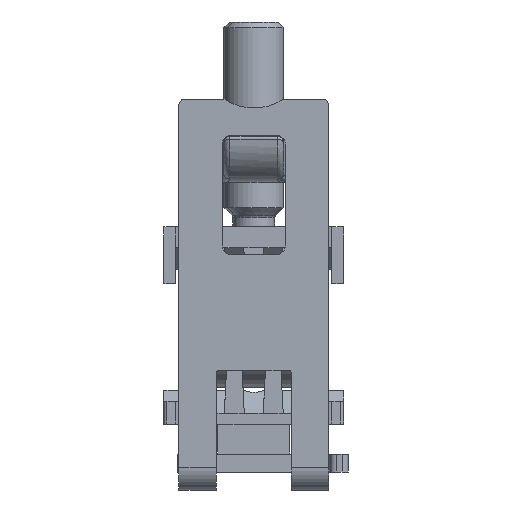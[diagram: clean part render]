
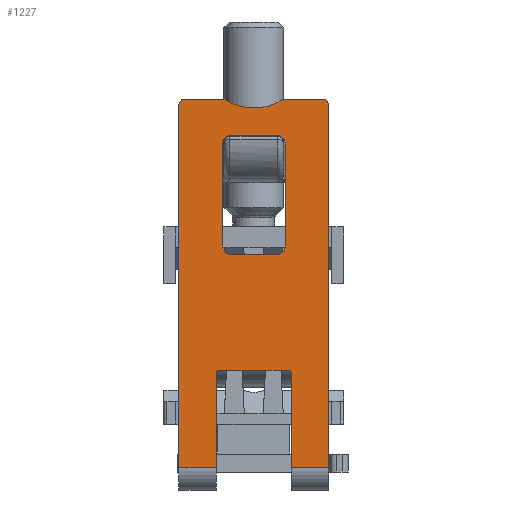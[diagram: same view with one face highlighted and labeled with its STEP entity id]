
A CAD part, left-side view. The second image highlights one B-rep face of the part: STEP entity #1227.
In plain terms, the highlighted planar face has unit normal (-1, 0, 0).
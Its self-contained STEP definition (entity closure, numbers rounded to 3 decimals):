
#1081=AXIS2_PLACEMENT_3D('Plane Axis2P3D',#1078,#1079,#1080) ;
#1099=AXIS2_PLACEMENT_3D('Circle Axis2P3D',#1097,#1098,$) ;
#1113=AXIS2_PLACEMENT_3D('Circle Axis2P3D',#1111,#1112,$) ;
#1132=AXIS2_PLACEMENT_3D('Circle Axis2P3D',#1130,#1131,$) ;
#1137=AXIS2_PLACEMENT_3D('Circle Axis2P3D',#1135,#1136,$) ;
#1142=AXIS2_PLACEMENT_3D('Circle Axis2P3D',#1140,#1141,$) ;
#1172=AXIS2_PLACEMENT_3D('Circle Axis2P3D',#1170,#1171,$) ;
#1186=AXIS2_PLACEMENT_3D('Circle Axis2P3D',#1184,#1185,$) ;
#1200=AXIS2_PLACEMENT_3D('Circle Axis2P3D',#1198,#1199,$) ;
#1214=AXIS2_PLACEMENT_3D('Circle Axis2P3D',#1212,#1213,$) ;
#81=CARTESIAN_POINT('Vertex',(-12.55,12.5,3.8)) ;
#84=CARTESIAN_POINT('Line Origine',(-12.55,12.5,34.025)) ;
#88=CARTESIAN_POINT('Vertex',(-12.55,12.5,64.25)) ;
#221=CARTESIAN_POINT('Vertex',(-12.55,-12.5,64.25)) ;
#224=CARTESIAN_POINT('Line Origine',(-12.55,-12.5,34.025)) ;
#228=CARTESIAN_POINT('Vertex',(-12.55,-12.5,3.8)) ;
#1016=CARTESIAN_POINT('Vertex',(-12.55,11.5,65.25)) ;
#1019=CARTESIAN_POINT('Line Origine',(-12.55,8.237,65.25)) ;
#1023=CARTESIAN_POINT('Vertex',(-12.55,4.975,65.25)) ;
#1045=CARTESIAN_POINT('Line Origine',(-12.55,-8.237,65.25)) ;
#1049=CARTESIAN_POINT('Vertex',(-12.55,-4.975,65.25)) ;
#1051=CARTESIAN_POINT('Vertex',(-12.55,-11.5,65.25)) ;
#1078=CARTESIAN_POINT('Axis2P3D Location',(-12.55,-12.5,0.25)) ;
#1083=CARTESIAN_POINT('Line Origine',(-12.55,9.375,3.8)) ;
#1087=CARTESIAN_POINT('Vertex',(-12.55,6.25,3.8)) ;
#1090=CARTESIAN_POINT('Line Origine',(-12.55,6.25,11.65)) ;
#1094=CARTESIAN_POINT('Vertex',(-12.55,6.25,19.5)) ;
#1097=CARTESIAN_POINT('Axis2P3D Location',(-12.55,5.75,19.5)) ;
#1101=CARTESIAN_POINT('Vertex',(-12.55,5.75,20.)) ;
#1104=CARTESIAN_POINT('Line Origine',(-12.55,0.,20.)) ;
#1108=CARTESIAN_POINT('Vertex',(-12.55,-5.75,20.)) ;
#1111=CARTESIAN_POINT('Axis2P3D Location',(-12.55,-5.75,19.5)) ;
#1115=CARTESIAN_POINT('Vertex',(-12.55,-6.25,19.5)) ;
#1118=CARTESIAN_POINT('Line Origine',(-12.55,-6.25,11.65)) ;
#1122=CARTESIAN_POINT('Vertex',(-12.55,-6.25,3.8)) ;
#1125=CARTESIAN_POINT('Line Origine',(-12.55,-9.375,3.8)) ;
#1130=CARTESIAN_POINT('Axis2P3D Location',(-12.55,-11.5,64.25)) ;
#1135=CARTESIAN_POINT('Axis2P3D Location',(-12.55,0.,72.75)) ;
#1140=CARTESIAN_POINT('Axis2P3D Location',(-12.55,11.5,64.25)) ;
#1161=CARTESIAN_POINT('Line Origine',(-12.55,0.,39.25)) ;
#1165=CARTESIAN_POINT('Vertex',(-12.55,3.75,39.25)) ;
#1167=CARTESIAN_POINT('Vertex',(-12.55,-3.75,39.25)) ;
#1170=CARTESIAN_POINT('Axis2P3D Location',(-12.55,3.75,40.75)) ;
#1174=CARTESIAN_POINT('Vertex',(-12.55,5.25,40.75)) ;
#1177=CARTESIAN_POINT('Line Origine',(-12.55,5.25,49.25)) ;
#1181=CARTESIAN_POINT('Vertex',(-12.55,5.25,57.75)) ;
#1184=CARTESIAN_POINT('Axis2P3D Location',(-12.55,3.75,57.75)) ;
#1188=CARTESIAN_POINT('Vertex',(-12.55,3.75,59.25)) ;
#1191=CARTESIAN_POINT('Line Origine',(-12.55,0.,59.25)) ;
#1195=CARTESIAN_POINT('Vertex',(-12.55,-3.75,59.25)) ;
#1198=CARTESIAN_POINT('Axis2P3D Location',(-12.55,-3.75,57.75)) ;
#1202=CARTESIAN_POINT('Vertex',(-12.55,-5.25,57.75)) ;
#1205=CARTESIAN_POINT('Line Origine',(-12.55,-5.25,49.25)) ;
#1209=CARTESIAN_POINT('Vertex',(-12.55,-5.25,40.75)) ;
#1212=CARTESIAN_POINT('Axis2P3D Location',(-12.55,-3.75,40.75)) ;
#85=DIRECTION('Vector Direction',(0.,0.,1.)) ;
#225=DIRECTION('Vector Direction',(0.,0.,1.)) ;
#1020=DIRECTION('Vector Direction',(0.,-1.,0.)) ;
#1046=DIRECTION('Vector Direction',(0.,-1.,0.)) ;
#1079=DIRECTION('Axis2P3D Direction',(-1.,-0.,-0.)) ;
#1080=DIRECTION('Axis2P3D XDirection',(0.,0.,-1.)) ;
#1084=DIRECTION('Vector Direction',(0.,-1.,0.)) ;
#1091=DIRECTION('Vector Direction',(0.,0.,-1.)) ;
#1098=DIRECTION('Axis2P3D Direction',(-1.,-0.,-0.)) ;
#1105=DIRECTION('Vector Direction',(0.,-1.,0.)) ;
#1112=DIRECTION('Axis2P3D Direction',(-1.,-0.,-0.)) ;
#1119=DIRECTION('Vector Direction',(0.,0.,-1.)) ;
#1126=DIRECTION('Vector Direction',(0.,-1.,0.)) ;
#1131=DIRECTION('Axis2P3D Direction',(-1.,-0.,-0.)) ;
#1136=DIRECTION('Axis2P3D Direction',(-1.,-0.,-0.)) ;
#1141=DIRECTION('Axis2P3D Direction',(-1.,-0.,-0.)) ;
#1162=DIRECTION('Vector Direction',(0.,-1.,0.)) ;
#1171=DIRECTION('Axis2P3D Direction',(-1.,-0.,-0.)) ;
#1178=DIRECTION('Vector Direction',(0.,0.,-1.)) ;
#1185=DIRECTION('Axis2P3D Direction',(-1.,-0.,-0.)) ;
#1192=DIRECTION('Vector Direction',(0.,1.,0.)) ;
#1199=DIRECTION('Axis2P3D Direction',(-1.,-0.,-0.)) ;
#1206=DIRECTION('Vector Direction',(0.,0.,1.)) ;
#1213=DIRECTION('Axis2P3D Direction',(-1.,-0.,-0.)) ;
#86=VECTOR('Line Direction',#85,1.) ;
#226=VECTOR('Line Direction',#225,1.) ;
#1021=VECTOR('Line Direction',#1020,1.) ;
#1047=VECTOR('Line Direction',#1046,1.) ;
#1085=VECTOR('Line Direction',#1084,1.) ;
#1092=VECTOR('Line Direction',#1091,1.) ;
#1106=VECTOR('Line Direction',#1105,1.) ;
#1120=VECTOR('Line Direction',#1119,1.) ;
#1127=VECTOR('Line Direction',#1126,1.) ;
#1163=VECTOR('Line Direction',#1162,1.) ;
#1179=VECTOR('Line Direction',#1178,1.) ;
#1193=VECTOR('Line Direction',#1192,1.) ;
#1207=VECTOR('Line Direction',#1206,1.) ;
#1146=ORIENTED_EDGE('',*,*,#90,.F.) ;
#1147=ORIENTED_EDGE('',*,*,#1089,.T.) ;
#1148=ORIENTED_EDGE('',*,*,#1096,.F.) ;
#1149=ORIENTED_EDGE('',*,*,#1103,.F.) ;
#1150=ORIENTED_EDGE('',*,*,#1110,.T.) ;
#1151=ORIENTED_EDGE('',*,*,#1117,.F.) ;
#1152=ORIENTED_EDGE('',*,*,#1124,.T.) ;
#1153=ORIENTED_EDGE('',*,*,#1129,.T.) ;
#1154=ORIENTED_EDGE('',*,*,#230,.T.) ;
#1155=ORIENTED_EDGE('',*,*,#1134,.F.) ;
#1156=ORIENTED_EDGE('',*,*,#1053,.F.) ;
#1157=ORIENTED_EDGE('',*,*,#1139,.T.) ;
#1158=ORIENTED_EDGE('',*,*,#1025,.F.) ;
#1159=ORIENTED_EDGE('',*,*,#1144,.T.) ;
#1218=ORIENTED_EDGE('',*,*,#1169,.F.) ;
#1219=ORIENTED_EDGE('',*,*,#1176,.F.) ;
#1220=ORIENTED_EDGE('',*,*,#1183,.F.) ;
#1221=ORIENTED_EDGE('',*,*,#1190,.F.) ;
#1222=ORIENTED_EDGE('',*,*,#1197,.F.) ;
#1223=ORIENTED_EDGE('',*,*,#1204,.F.) ;
#1224=ORIENTED_EDGE('',*,*,#1211,.F.) ;
#1225=ORIENTED_EDGE('',*,*,#1216,.F.) ;
#1226=FACE_BOUND('',#1217,.T.) ;
#1227=ADVANCED_FACE('Hauptkoerper nicht benutzen',(#1160,#1226),#1082,.T.) ;
#1100=CIRCLE('generated circle',#1099,0.5) ;
#1114=CIRCLE('generated circle',#1113,0.5) ;
#1133=CIRCLE('generated circle',#1132,1.) ;
#1138=CIRCLE('generated circle',#1137,9.) ;
#1143=CIRCLE('generated circle',#1142,1.) ;
#1173=CIRCLE('generated circle',#1172,1.5) ;
#1187=CIRCLE('generated circle',#1186,1.5) ;
#1201=CIRCLE('generated circle',#1200,1.5) ;
#1215=CIRCLE('generated circle',#1214,1.5) ;
#90=EDGE_CURVE('',#82,#89,#87,.T.) ;
#230=EDGE_CURVE('',#229,#222,#227,.T.) ;
#1025=EDGE_CURVE('',#1017,#1024,#1022,.T.) ;
#1053=EDGE_CURVE('',#1050,#1052,#1048,.T.) ;
#1089=EDGE_CURVE('',#82,#1088,#1086,.T.) ;
#1096=EDGE_CURVE('',#1095,#1088,#1093,.T.) ;
#1103=EDGE_CURVE('',#1102,#1095,#1100,.T.) ;
#1110=EDGE_CURVE('',#1102,#1109,#1107,.T.) ;
#1117=EDGE_CURVE('',#1116,#1109,#1114,.T.) ;
#1124=EDGE_CURVE('',#1116,#1123,#1121,.T.) ;
#1129=EDGE_CURVE('',#1123,#229,#1128,.T.) ;
#1134=EDGE_CURVE('',#1052,#222,#1133,.F.) ;
#1139=EDGE_CURVE('',#1050,#1024,#1138,.F.) ;
#1144=EDGE_CURVE('',#1017,#89,#1143,.T.) ;
#1169=EDGE_CURVE('',#1166,#1168,#1164,.T.) ;
#1176=EDGE_CURVE('',#1175,#1166,#1173,.T.) ;
#1183=EDGE_CURVE('',#1182,#1175,#1180,.T.) ;
#1190=EDGE_CURVE('',#1189,#1182,#1187,.T.) ;
#1197=EDGE_CURVE('',#1196,#1189,#1194,.T.) ;
#1204=EDGE_CURVE('',#1203,#1196,#1201,.T.) ;
#1211=EDGE_CURVE('',#1210,#1203,#1208,.T.) ;
#1216=EDGE_CURVE('',#1168,#1210,#1215,.T.) ;
#1145=EDGE_LOOP('',(#1146,#1147,#1148,#1149,#1150,#1151,#1152,#1153,#1154,#1155,#1156,#1157,#1158,#1159)) ;
#1217=EDGE_LOOP('',(#1218,#1219,#1220,#1221,#1222,#1223,#1224,#1225)) ;
#1160=FACE_OUTER_BOUND('',#1145,.T.) ;
#87=LINE('Line',#84,#86) ;
#227=LINE('Line',#224,#226) ;
#1022=LINE('Line',#1019,#1021) ;
#1048=LINE('Line',#1045,#1047) ;
#1086=LINE('Line',#1083,#1085) ;
#1093=LINE('Line',#1090,#1092) ;
#1107=LINE('Line',#1104,#1106) ;
#1121=LINE('Line',#1118,#1120) ;
#1128=LINE('Line',#1125,#1127) ;
#1164=LINE('Line',#1161,#1163) ;
#1180=LINE('Line',#1177,#1179) ;
#1194=LINE('Line',#1191,#1193) ;
#1208=LINE('Line',#1205,#1207) ;
#1082=PLANE('Plane',#1081) ;
#82=VERTEX_POINT('',#81) ;
#89=VERTEX_POINT('',#88) ;
#222=VERTEX_POINT('',#221) ;
#229=VERTEX_POINT('',#228) ;
#1017=VERTEX_POINT('',#1016) ;
#1024=VERTEX_POINT('',#1023) ;
#1050=VERTEX_POINT('',#1049) ;
#1052=VERTEX_POINT('',#1051) ;
#1088=VERTEX_POINT('',#1087) ;
#1095=VERTEX_POINT('',#1094) ;
#1102=VERTEX_POINT('',#1101) ;
#1109=VERTEX_POINT('',#1108) ;
#1116=VERTEX_POINT('',#1115) ;
#1123=VERTEX_POINT('',#1122) ;
#1166=VERTEX_POINT('',#1165) ;
#1168=VERTEX_POINT('',#1167) ;
#1175=VERTEX_POINT('',#1174) ;
#1182=VERTEX_POINT('',#1181) ;
#1189=VERTEX_POINT('',#1188) ;
#1196=VERTEX_POINT('',#1195) ;
#1203=VERTEX_POINT('',#1202) ;
#1210=VERTEX_POINT('',#1209) ;
